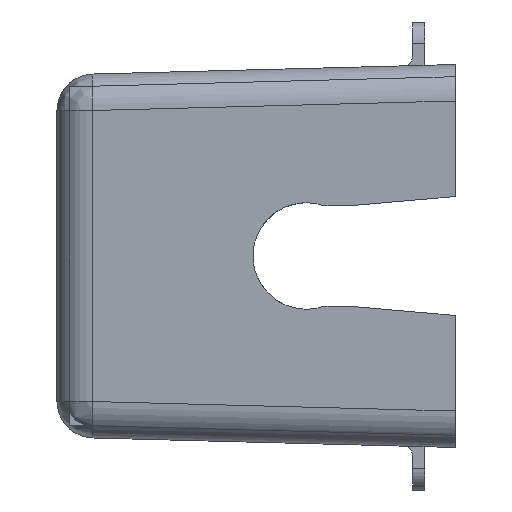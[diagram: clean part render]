
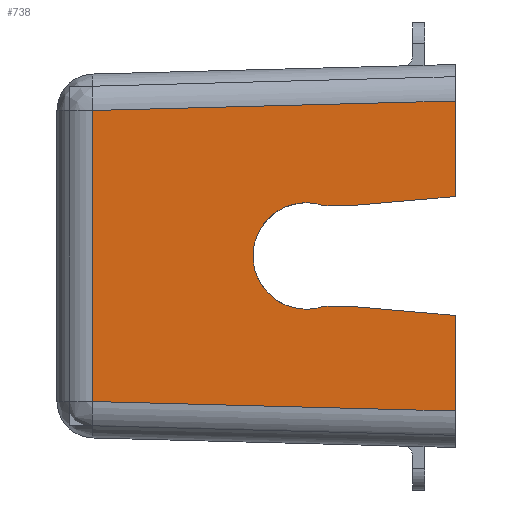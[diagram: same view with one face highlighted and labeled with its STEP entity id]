
A CAD part, left-side view. The second image highlights one B-rep face of the part: STEP entity #738.
In plain terms, the highlighted planar face has unit normal (-1, 0.026, 0).
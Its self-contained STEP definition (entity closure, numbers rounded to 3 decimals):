
#69 = VECTOR ( 'NONE', #871, 1000. ) ;
#92 = VERTEX_POINT ( 'NONE', #1612 ) ;
#122 = VERTEX_POINT ( 'NONE', #1750 ) ;
#148 = DIRECTION ( 'NONE',  ( -1., 0.026, 0. ) ) ;
#159 = VECTOR ( 'NONE', #506, 1000. ) ;
#168 = VECTOR ( 'NONE', #1428, 1000. ) ;
#192 = CARTESIAN_POINT ( 'NONE',  ( 0., 0., -5.998 ) ) ;
#205 = CARTESIAN_POINT ( 'NONE',  ( 0.59, 22.523, -22.918 ) ) ;
#222 = CARTESIAN_POINT ( 'NONE',  ( 0.565, 21.585, -23.25 ) ) ;
#268 = CARTESIAN_POINT ( 'NONE',  ( 0.565, 21.585, -39.75 ) ) ;
#304 = CARTESIAN_POINT ( 'NONE',  ( 0.565, 21.585, -23.25 ) ) ;
#305 = VERTEX_POINT ( 'NONE', #1379 ) ;
#307 = CARTESIAN_POINT ( 'NONE',  ( 0.642, 24.5, -22.75 ) ) ;
#344 = LINE ( 'NONE', #1948, #1262 ) ;
#363 = EDGE_CURVE ( 'NONE', #2248, #305, #1737, .T. ) ;
#460 = CARTESIAN_POINT ( 'NONE',  ( 0.59, 22.523, -40.082 ) ) ;
#474 = CARTESIAN_POINT ( 'NONE',  ( 0.458, 17.5, -23.25 ) ) ;
#482 = ORIENTED_EDGE ( 'NONE', *, *, #363, .T. ) ;
#498 = CARTESIAN_POINT ( 'NONE',  ( 0., 0., -5.998 ) ) ;
#506 = DIRECTION ( 'NONE',  ( 0.026, 0.999, -0.026 ) ) ;
#535 = CARTESIAN_POINT ( 'NONE',  ( 0.615, 23.504, -22.75 ) ) ;
#556 = VERTEX_POINT ( 'NONE', #1296 ) ;
#562 = EDGE_CURVE ( 'NONE', #556, #1879, #1912, .T. ) ;
#593 = EDGE_CURVE ( 'NONE', #746, #2117, #799, .T. ) ;
#596 = LINE ( 'NONE', #1029, #69 ) ;
#609 = VERTEX_POINT ( 'NONE', #1272 ) ;
#633 = EDGE_CURVE ( 'NONE', #122, #2248, #1027, .T. ) ;
#657 = EDGE_CURVE ( 'NONE', #1025, #666, #684, .T. ) ;
#666 = VERTEX_POINT ( 'NONE', #1686 ) ;
#672 = CARTESIAN_POINT ( 'NONE',  ( 0.642, 24.5, -40.25 ) ) ;
#684 = LINE ( 'NONE', #498, #159 ) ;
#738 = ADVANCED_FACE ( 'NONE', ( #2122 ), #1315, .T. ) ;
#746 = VERTEX_POINT ( 'NONE', #1722 ) ;
#760 = VECTOR ( 'NONE', #1468, 1000. ) ;
#799 = LINE ( 'NONE', #865, #2291 ) ;
#865 = CARTESIAN_POINT ( 'NONE',  ( 0.458, 17.5, -39.75 ) ) ;
#871 = DIRECTION ( 'NONE',  ( 0., 0., -1. ) ) ;
#900 = CARTESIAN_POINT ( 'NONE',  ( 1.1, 42., -22.75 ) ) ;
#918 = ORIENTED_EDGE ( 'NONE', *, *, #633, .T. ) ;
#927 = CARTESIAN_POINT ( 'NONE',  ( 0.642, 24.5, -22.75 ) ) ;
#955 = ORIENTED_EDGE ( 'NONE', *, *, #657, .T. ) ;
#980 = ORIENTED_EDGE ( 'NONE', *, *, #2408, .F. ) ;
#985 = EDGE_CURVE ( 'NONE', #2165, #609, #1032, .T. ) ;
#996 = ORIENTED_EDGE ( 'NONE', *, *, #985, .T. ) ;
#1004 = ORIENTED_EDGE ( 'NONE', *, *, #562, .F. ) ;
#1025 = VERTEX_POINT ( 'NONE', #192 ) ;
#1027 =( BOUNDED_CURVE ( )  B_SPLINE_CURVE ( 3, ( #2427, #1867, #900, #2255 ),
 .UNSPECIFIED., .F., .T. ) 
 B_SPLINE_CURVE_WITH_KNOTS ( ( 4, 4 ),
 ( 1.571, 4.712 ),
 .UNSPECIFIED. ) 
 CURVE ( )  GEOMETRIC_REPRESENTATION_ITEM ( )  RATIONAL_B_SPLINE_CURVE ( ( 1., 0.333, 0.333, 1. ) ) 
 REPRESENTATION_ITEM ( '' )  );
#1029 = CARTESIAN_POINT ( 'NONE',  ( 1.562, 59.657, 0. ) ) ;
#1032 = LINE ( 'NONE', #1581, #2021 ) ;
#1199 = LINE ( 'NONE', #2413, #168 ) ;
#1229 = ORIENTED_EDGE ( 'NONE', *, *, #1844, .T. ) ;
#1262 = VECTOR ( 'NONE', #1770, 1000. ) ;
#1266 = LINE ( 'NONE', #304, #760 ) ;
#1272 = CARTESIAN_POINT ( 'NONE',  ( 0., 0., -21.719 ) ) ;
#1294 = EDGE_CURVE ( 'NONE', #92, #746, #344, .T. ) ;
#1296 = CARTESIAN_POINT ( 'NONE',  ( 0., 0., -57.002 ) ) ;
#1315 = PLANE ( 'NONE',  #2264 ) ;
#1379 = CARTESIAN_POINT ( 'NONE',  ( 0.565, 21.585, -23.25 ) ) ;
#1428 = DIRECTION ( 'NONE',  ( 0., 0., -1. ) ) ;
#1468 = DIRECTION ( 'NONE',  ( -0.026, -1., 0. ) ) ;
#1501 = ORIENTED_EDGE ( 'NONE', *, *, #2139, .F. ) ;
#1511 = DIRECTION ( 'NONE',  ( -0.026, -1., 0. ) ) ;
#1581 = CARTESIAN_POINT ( 'NONE',  ( 0.458, 17.5, -23.25 ) ) ;
#1612 = CARTESIAN_POINT ( 'NONE',  ( 0., 0., -41.281 ) ) ;
#1686 = CARTESIAN_POINT ( 'NONE',  ( 1.562, 59.657, -7.56 ) ) ;
#1697 = ORIENTED_EDGE ( 'NONE', *, *, #1294, .T. ) ;
#1722 = CARTESIAN_POINT ( 'NONE',  ( 0.458, 17.5, -39.75 ) ) ;
#1737 =( BOUNDED_CURVE ( )  B_SPLINE_CURVE ( 3, ( #307, #535, #205, #222 ),
 .UNSPECIFIED., .F., .T. ) 
 B_SPLINE_CURVE_WITH_KNOTS ( ( 4, 4 ),
 ( 4.712, 5.052 ),
 .UNSPECIFIED. ) 
 CURVE ( )  GEOMETRIC_REPRESENTATION_ITEM ( )  RATIONAL_B_SPLINE_CURVE ( ( 1., 0.99, 0.99, 1. ) ) 
 REPRESENTATION_ITEM ( '' )  );
#1750 = CARTESIAN_POINT ( 'NONE',  ( 0.642, 24.5, -40.25 ) ) ;
#1762 = DIRECTION ( 'NONE',  ( 0., 0., -1. ) ) ;
#1770 = DIRECTION ( 'NONE',  ( 0.026, 0.996, 0.087 ) ) ;
#1803 = ORIENTED_EDGE ( 'NONE', *, *, #593, .T. ) ;
#1823 = VECTOR ( 'NONE', #1762, 1000. ) ;
#1843 = CARTESIAN_POINT ( 'NONE',  ( 1.562, 59.657, -55.44 ) ) ;
#1844 = EDGE_CURVE ( 'NONE', #666, #1879, #596, .T. ) ;
#1847 = CARTESIAN_POINT ( 'NONE',  ( 0.615, 23.504, -40.25 ) ) ;
#1867 = CARTESIAN_POINT ( 'NONE',  ( 1.1, 42., -40.25 ) ) ;
#1879 = VERTEX_POINT ( 'NONE', #1843 ) ;
#1892 = LINE ( 'NONE', #2242, #1823 ) ;
#1911 = CARTESIAN_POINT ( 'NONE',  ( 1.715, 65.478, 0. ) ) ;
#1912 = LINE ( 'NONE', #1952, #2401 ) ;
#1940 =( BOUNDED_CURVE ( )  B_SPLINE_CURVE ( 3, ( #268, #460, #1847, #672 ),
 .UNSPECIFIED., .F., .T. ) 
 B_SPLINE_CURVE_WITH_KNOTS ( ( 4, 4 ),
 ( 1.231, 1.571 ),
 .UNSPECIFIED. ) 
 CURVE ( )  GEOMETRIC_REPRESENTATION_ITEM ( )  RATIONAL_B_SPLINE_CURVE ( ( 1., 0.99, 0.99, 1. ) ) 
 REPRESENTATION_ITEM ( '' )  );
#1948 = CARTESIAN_POINT ( 'NONE',  ( 0.012, 0.456, -41.241 ) ) ;
#1952 = CARTESIAN_POINT ( 'NONE',  ( 0.004, 0.157, -56.998 ) ) ;
#1960 = EDGE_CURVE ( 'NONE', #305, #2165, #1266, .T. ) ;
#2002 = DIRECTION ( 'NONE',  ( 0.026, 0.999, 0.026 ) ) ;
#2021 = VECTOR ( 'NONE', #2402, 1000. ) ;
#2117 = VERTEX_POINT ( 'NONE', #2239 ) ;
#2122 = FACE_OUTER_BOUND ( 'NONE', #2373, .T. ) ;
#2139 = EDGE_CURVE ( 'NONE', #92, #556, #1892, .T. ) ;
#2165 = VERTEX_POINT ( 'NONE', #474 ) ;
#2224 = DIRECTION ( 'NONE',  ( 0.026, 1., 0. ) ) ;
#2239 = CARTESIAN_POINT ( 'NONE',  ( 0.565, 21.585, -39.75 ) ) ;
#2242 = CARTESIAN_POINT ( 'NONE',  ( 0., 0., 0. ) ) ;
#2248 = VERTEX_POINT ( 'NONE', #927 ) ;
#2255 = CARTESIAN_POINT ( 'NONE',  ( 0.642, 24.5, -22.75 ) ) ;
#2264 = AXIS2_PLACEMENT_3D ( 'NONE', #1911, #148, #1511 ) ;
#2291 = VECTOR ( 'NONE', #2224, 1000. ) ;
#2331 = ORIENTED_EDGE ( 'NONE', *, *, #1960, .T. ) ;
#2373 = EDGE_LOOP ( 'NONE', ( #955, #1229, #1004, #1501, #1697, #1803, #2509, #918, #482, #2331, #996, #980 ) ) ;
#2390 = EDGE_CURVE ( 'NONE', #2117, #122, #1940, .T. ) ;
#2401 = VECTOR ( 'NONE', #2002, 1000. ) ;
#2402 = DIRECTION ( 'NONE',  ( -0.026, -0.996, 0.087 ) ) ;
#2408 = EDGE_CURVE ( 'NONE', #1025, #609, #1199, .T. ) ;
#2413 = CARTESIAN_POINT ( 'NONE',  ( 0., 0., 0. ) ) ;
#2427 = CARTESIAN_POINT ( 'NONE',  ( 0.642, 24.5, -40.25 ) ) ;
#2509 = ORIENTED_EDGE ( 'NONE', *, *, #2390, .T. ) ;
